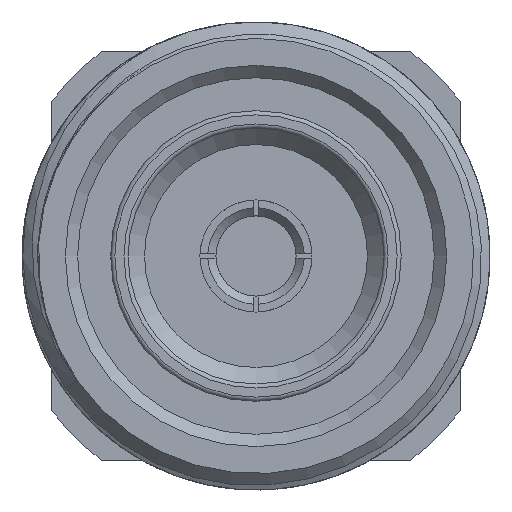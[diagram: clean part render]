
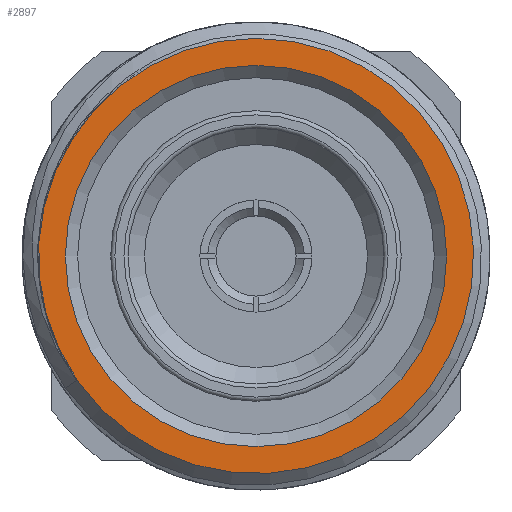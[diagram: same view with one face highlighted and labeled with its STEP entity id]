
A CAD part, left-side view. The second image highlights one B-rep face of the part: STEP entity #2897.
In plain terms, the highlighted planar face has unit normal (-1, 0, 0).
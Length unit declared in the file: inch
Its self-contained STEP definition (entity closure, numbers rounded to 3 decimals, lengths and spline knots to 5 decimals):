
#24 = DIRECTION ( 'NONE',  ( -1., 0., 0. ) ) ;
#67 = VERTEX_POINT ( 'NONE', #1259 ) ;
#160 = DIRECTION ( 'NONE',  ( 1., 0., 0. ) ) ;
#255 = PLANE ( 'NONE',  #2309 ) ;
#399 = AXIS2_PLACEMENT_3D ( 'NONE', #690, #1374, #2291 ) ;
#558 = DIRECTION ( 'NONE',  ( 0., 0., 1. ) ) ;
#577 = CIRCLE ( 'NONE', #399, 0.53087 ) ;
#690 = CARTESIAN_POINT ( 'NONE',  ( 0.01969, 0., 0. ) ) ;
#721 = DIRECTION ( 'NONE',  ( 0., 0., 1. ) ) ;
#732 = FACE_BOUND ( 'NONE', #915, .T. ) ;
#786 = EDGE_CURVE ( 'NONE', #67, #67, #1188, .T. ) ;
#801 = CARTESIAN_POINT ( 'NONE',  ( 0.01969, 0., 0.53087 ) ) ;
#915 = EDGE_LOOP ( 'NONE', ( #2892 ) ) ;
#1082 = CARTESIAN_POINT ( 'NONE',  ( 0.01969, 0., 0. ) ) ;
#1167 = FACE_OUTER_BOUND ( 'NONE', #2772, .T. ) ;
#1188 = CIRCLE ( 'NONE', #1941, 0.46504 ) ;
#1215 = VERTEX_POINT ( 'NONE', #801 ) ;
#1259 = CARTESIAN_POINT ( 'NONE',  ( 0.01969, 0., 0.46504 ) ) ;
#1374 = DIRECTION ( 'NONE',  ( -1., 0., 0. ) ) ;
#1861 = CARTESIAN_POINT ( 'NONE',  ( 0.01969, 0., 0. ) ) ;
#1941 = AXIS2_PLACEMENT_3D ( 'NONE', #1082, #160, #558 ) ;
#2291 = DIRECTION ( 'NONE',  ( 0., 0., 1. ) ) ;
#2309 = AXIS2_PLACEMENT_3D ( 'NONE', #1861, #24, #721 ) ;
#2624 = EDGE_CURVE ( 'NONE', #1215, #1215, #577, .T. ) ;
#2749 = ORIENTED_EDGE ( 'NONE', *, *, #2624, .T. ) ;
#2772 = EDGE_LOOP ( 'NONE', ( #2749 ) ) ;
#2892 = ORIENTED_EDGE ( 'NONE', *, *, #786, .T. ) ;
#2897 = ADVANCED_FACE ( 'NONE', ( #732, #1167 ), #255, .T. ) ;
